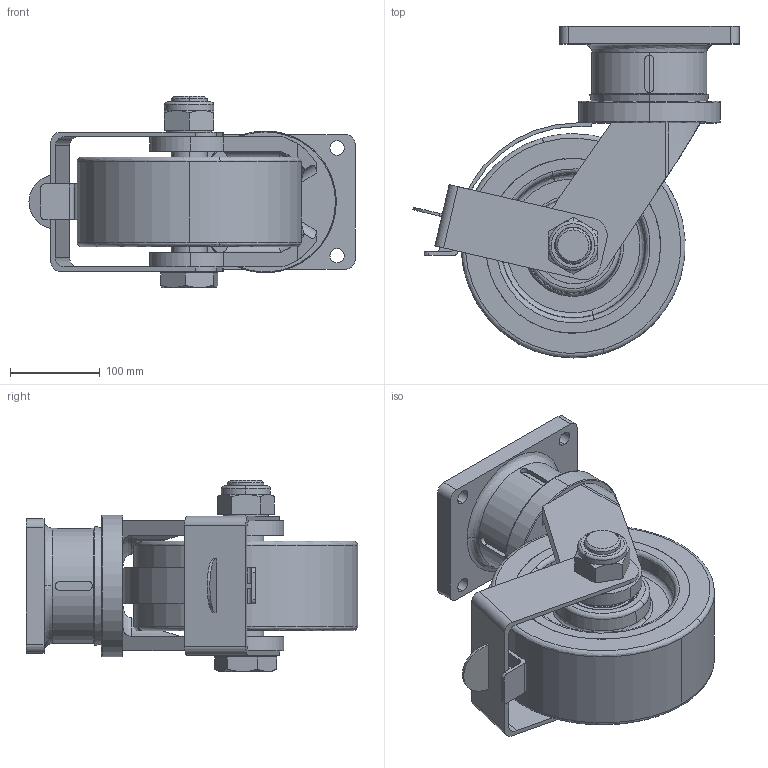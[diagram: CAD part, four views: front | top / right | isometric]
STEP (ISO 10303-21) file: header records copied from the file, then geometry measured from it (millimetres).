
FILE_DESCRIPTION (( 'STEP AP203' ), '1' );
FILE_NAME ('S1093B.STEP', '2020-02-25T05:28:25', ( '' ), ( '' ), 'SwSTEP 2.0', 'SolidWorks 2013', '' );
FILE_SCHEMA (( 'CONFIG_CONTROL_DESIGN' ));
Length unit declared in the file: millimetre
Products named in the file (1): S1093B
Bounding box: 363.56 x 370 x 213 mm (x, y, z)
Surface area: 614174.9 mm2 (no closed solid volume)
Topology: 0 solids, 25 shells, 261 faces, 764 edges, 534 vertices
Faces by surface type: plane 96, cylinder 87, bspline 48, cone 30
Entity records: 17931 total; most frequent: CARTESIAN_POINT 11361, ORIENTED_EDGE 1360, DIRECTION 1222, EDGE_CURVE 765, VERTEX_POINT 534, AXIS2_PLACEMENT_3D 468, EDGE_LOOP 310, LINE 286
